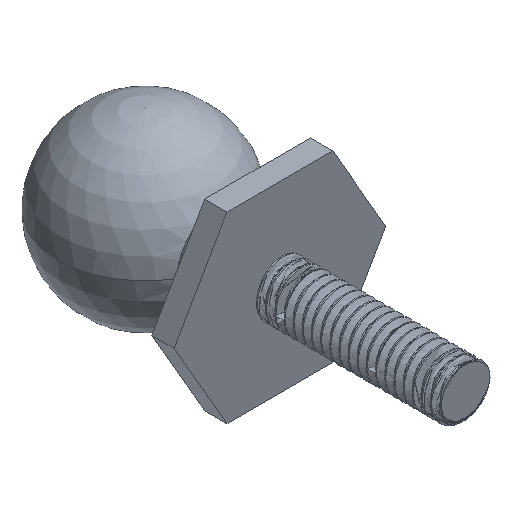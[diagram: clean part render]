
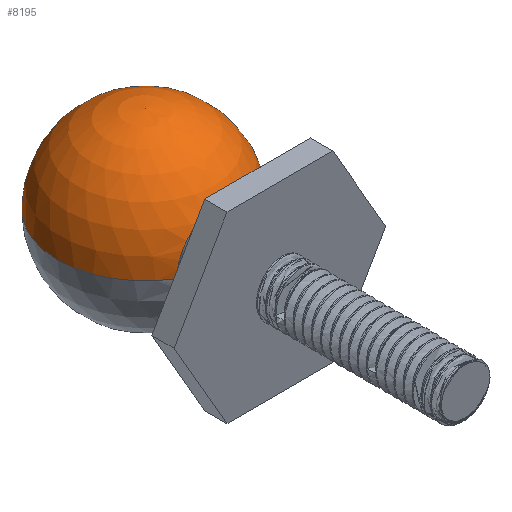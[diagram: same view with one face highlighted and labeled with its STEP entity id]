
A CAD part, isometric view. The second image highlights one B-rep face of the part: STEP entity #8195.
In plain terms, the highlighted spherical face has radius 4.775 mm.
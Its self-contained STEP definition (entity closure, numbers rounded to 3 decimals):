
#155 = CARTESIAN_POINT ( 'NONE',  ( 4.775, 7.345, 0. ) ) ;
#183 = DIRECTION ( 'NONE',  ( 0., 0., -1. ) ) ;
#184 = CARTESIAN_POINT ( 'NONE',  ( 2.405, 3.22, 0. ) ) ;
#402 = EDGE_CURVE ( 'NONE', #13670, #15495, #1290, .T. ) ;
#688 = ORIENTED_EDGE ( 'NONE', *, *, #14934, .T. ) ;
#780 = AXIS2_PLACEMENT_3D ( 'NONE', #9388, #13399, #7104 ) ;
#863 = CARTESIAN_POINT ( 'NONE',  ( -0.777, 3.22, 2.278 ) ) ;
#937 = CARTESIAN_POINT ( 'NONE',  ( 0.774, 3.22, 2.277 ) ) ;
#993 = VERTEX_POINT ( 'NONE', #155 ) ;
#1016 = CARTESIAN_POINT ( 'NONE',  ( 1.371, 3.22, 1.976 ) ) ;
#1256 = CARTESIAN_POINT ( 'NONE',  ( 1.977, 3.22, 1.37 ) ) ;
#1290 = CIRCLE ( 'NONE', #780, 4.775 ) ;
#2165 = CARTESIAN_POINT ( 'NONE',  ( -1.591, 3.22, 1.81 ) ) ;
#2324 = CARTESIAN_POINT ( 'NONE',  ( -1.273, 3.22, 2.041 ) ) ;
#2486 = CARTESIAN_POINT ( 'NONE',  ( 2.089, 3.22, 1.203 ) ) ;
#2663 = CARTESIAN_POINT ( 'NONE',  ( 1.886, 3.22, 1.493 ) ) ;
#2800 = EDGE_CURVE ( 'NONE', #13670, #993, #10932, .T. ) ;
#3325 = CARTESIAN_POINT ( 'NONE',  ( -1.471, 3.22, 1.909 ) ) ;
#3409 = CARTESIAN_POINT ( 'NONE',  ( -2.324, 3.22, 0.623 ) ) ;
#3486 = CARTESIAN_POINT ( 'NONE',  ( 1.07, 3.22, 2.16 ) ) ;
#3561 = CARTESIAN_POINT ( 'NONE',  ( -1.757, 3.22, 1.643 ) ) ;
#3646 = CARTESIAN_POINT ( 'NONE',  ( -1.837, 3.22, 1.553 ) ) ;
#3797 = ORIENTED_EDGE ( 'NONE', *, *, #12001, .T. ) ;
#3913 = DIRECTION ( 'NONE',  ( 1., 0., 0. ) ) ;
#3994 = B_SPLINE_CURVE_WITH_KNOTS ( 'NONE', 3,
 ( #12072, #8538, #9841, #9533, #3409, #9692, #14772, #13539, #13383, #7404, #15920, #3646, #8385, #3561, #5943, #2165, #3325, #14537, #2324, #7164, #11076, #7329, #16077, #863, #4867, #8462, #8620, #8304, #12387, #10840, #12228, #4715, #7088, #937, #14697, #15844, #3486, #13460, #1016, #6024, #11003, #16000, #4791, #9766, #11327, #2663, #5205, #12951, #1256, #2486, #12563, #7656, #11797, #10180, #9925, #10481 ),
 .UNSPECIFIED., .F., .F.,
 ( 4, 2, 2, 2, 2, 2, 2, 2, 2, 2, 2, 1, 2, 2, 2, 2, 2, 2, 2, 2, 2, 2, 1, 2, 2, 2, 2, 2, 4 ),
 ( 0.333, 0.375, 0.396, 0.417, 0.458, 0.479, 0.49, 0.5, 0.542, 0.552, 0.563, 0.583, 0.604, 0.625, 0.667, 0.708, 0.729, 0.74, 0.75, 0.792, 0.802, 0.813, 0.833, 0.854, 0.865, 0.875, 0.917, 0.958, 1. ),
 .UNSPECIFIED. ) ;
#4715 = CARTESIAN_POINT ( 'NONE',  ( 0.625, 3.22, 2.324 ) ) ;
#4791 = CARTESIAN_POINT ( 'NONE',  ( 1.588, 3.22, 1.808 ) ) ;
#4867 = CARTESIAN_POINT ( 'NONE',  ( -0.626, 3.22, 2.324 ) ) ;
#4954 = VERTEX_POINT ( 'NONE', #184 ) ;
#5183 = FACE_OUTER_BOUND ( 'NONE', #8444, .T. ) ;
#5205 = CARTESIAN_POINT ( 'NONE',  ( 1.91, 3.22, 1.463 ) ) ;
#5426 = SPHERICAL_SURFACE ( 'NONE', #7073, 4.775 ) ;
#5469 = AXIS2_PLACEMENT_3D ( 'NONE', #10349, #8717, #3913 ) ;
#5943 = CARTESIAN_POINT ( 'NONE',  ( -1.728, 3.22, 1.673 ) ) ;
#6024 = CARTESIAN_POINT ( 'NONE',  ( 1.403, 3.22, 1.954 ) ) ;
#6237 = ORIENTED_EDGE ( 'NONE', *, *, #402, .T. ) ;
#6519 = AXIS2_PLACEMENT_3D ( 'NONE', #14389, #7995, #14222 ) ;
#7073 = AXIS2_PLACEMENT_3D ( 'NONE', #12539, #183, #7635 ) ;
#7088 = CARTESIAN_POINT ( 'NONE',  ( 0.737, 3.22, 2.29 ) ) ;
#7104 = DIRECTION ( 'NONE',  ( 1., 0., 0. ) ) ;
#7164 = CARTESIAN_POINT ( 'NONE',  ( -1.204, 3.22, 2.082 ) ) ;
#7329 = CARTESIAN_POINT ( 'NONE',  ( -1.065, 3.22, 2.158 ) ) ;
#7404 = CARTESIAN_POINT ( 'NONE',  ( -1.96, 3.22, 1.397 ) ) ;
#7635 = DIRECTION ( 'NONE',  ( 0., -1., 0. ) ) ;
#7656 = CARTESIAN_POINT ( 'NONE',  ( 2.282, 3.22, 0.775 ) ) ;
#7995 = DIRECTION ( 'NONE',  ( 0., 0., -1. ) ) ;
#8195 = ADVANCED_FACE ( 'NONE', ( #5183 ), #5426, .T. ) ;
#8250 = CARTESIAN_POINT ( 'NONE',  ( -2.405, 3.22, 0. ) ) ;
#8304 = CARTESIAN_POINT ( 'NONE',  ( -0.158, 3.22, 2.405 ) ) ;
#8385 = CARTESIAN_POINT ( 'NONE',  ( -1.811, 3.22, 1.583 ) ) ;
#8444 = EDGE_LOOP ( 'NONE', ( #8899, #6237, #688, #3797 ) ) ;
#8462 = CARTESIAN_POINT ( 'NONE',  ( -0.547, 3.22, 2.343 ) ) ;
#8538 = CARTESIAN_POINT ( 'NONE',  ( -2.405, 3.22, 0.158 ) ) ;
#8620 = CARTESIAN_POINT ( 'NONE',  ( -0.314, 3.22, 2.39 ) ) ;
#8717 = DIRECTION ( 'NONE',  ( 0., 0., 1. ) ) ;
#8899 = ORIENTED_EDGE ( 'NONE', *, *, #2800, .F. ) ;
#9388 = CARTESIAN_POINT ( 'NONE',  ( 0., 7.345, 0. ) ) ;
#9509 = CARTESIAN_POINT ( 'NONE',  ( -4.775, 7.345, 0. ) ) ;
#9533 = CARTESIAN_POINT ( 'NONE',  ( -2.343, 3.22, 0.546 ) ) ;
#9692 = CARTESIAN_POINT ( 'NONE',  ( -2.279, 3.22, 0.773 ) ) ;
#9766 = CARTESIAN_POINT ( 'NONE',  ( 1.707, 3.22, 1.7 ) ) ;
#9841 = CARTESIAN_POINT ( 'NONE',  ( -2.39, 3.22, 0.315 ) ) ;
#9878 = CIRCLE ( 'NONE', #5469, 4.775 ) ;
#9925 = CARTESIAN_POINT ( 'NONE',  ( 2.405, 3.22, 0.159 ) ) ;
#10180 = CARTESIAN_POINT ( 'NONE',  ( 2.39, 3.22, 0.314 ) ) ;
#10349 = CARTESIAN_POINT ( 'NONE',  ( 0., 7.345, 0. ) ) ;
#10481 = CARTESIAN_POINT ( 'NONE',  ( 2.405, 3.22, 0. ) ) ;
#10840 = CARTESIAN_POINT ( 'NONE',  ( 0.317, 3.22, 2.389 ) ) ;
#10932 = CIRCLE ( 'NONE', #6519, 4.775 ) ;
#11003 = CARTESIAN_POINT ( 'NONE',  ( 1.465, 3.22, 1.907 ) ) ;
#11076 = CARTESIAN_POINT ( 'NONE',  ( -1.168, 3.22, 2.103 ) ) ;
#11327 = CARTESIAN_POINT ( 'NONE',  ( 1.812, 3.22, 1.584 ) ) ;
#11797 = CARTESIAN_POINT ( 'NONE',  ( 2.329, 3.22, 0.622 ) ) ;
#12001 = EDGE_CURVE ( 'NONE', #4954, #993, #9878, .T. ) ;
#12072 = CARTESIAN_POINT ( 'NONE',  ( -2.405, 3.22, 0. ) ) ;
#12228 = CARTESIAN_POINT ( 'NONE',  ( 0.549, 3.22, 2.343 ) ) ;
#12387 = CARTESIAN_POINT ( 'NONE',  ( 0.157, 3.22, 2.405 ) ) ;
#12539 = CARTESIAN_POINT ( 'NONE',  ( 0., 7.345, 0. ) ) ;
#12563 = CARTESIAN_POINT ( 'NONE',  ( 2.163, 3.22, 1.064 ) ) ;
#12951 = CARTESIAN_POINT ( 'NONE',  ( 1.956, 3.22, 1.4 ) ) ;
#13383 = CARTESIAN_POINT ( 'NONE',  ( -2.09, 3.22, 1.202 ) ) ;
#13399 = DIRECTION ( 'NONE',  ( 0., 0., 1. ) ) ;
#13460 = CARTESIAN_POINT ( 'NONE',  ( 1.21, 3.22, 2.085 ) ) ;
#13539 = CARTESIAN_POINT ( 'NONE',  ( -2.162, 3.22, 1.065 ) ) ;
#13670 = VERTEX_POINT ( 'NONE', #9509 ) ;
#14222 = DIRECTION ( 'NONE',  ( 0., 1., 0. ) ) ;
#14389 = CARTESIAN_POINT ( 'NONE',  ( 0., 7.345, 0. ) ) ;
#14537 = CARTESIAN_POINT ( 'NONE',  ( -1.307, 3.22, 2.02 ) ) ;
#14697 = CARTESIAN_POINT ( 'NONE',  ( 0.848, 3.22, 2.251 ) ) ;
#14772 = CARTESIAN_POINT ( 'NONE',  ( -2.252, 3.22, 0.848 ) ) ;
#14934 = EDGE_CURVE ( 'NONE', #15495, #4954, #3994, .T. ) ;
#15495 = VERTEX_POINT ( 'NONE', #8250 ) ;
#15844 = CARTESIAN_POINT ( 'NONE',  ( 0.883, 3.22, 2.237 ) ) ;
#15920 = CARTESIAN_POINT ( 'NONE',  ( -1.913, 3.22, 1.46 ) ) ;
#16000 = CARTESIAN_POINT ( 'NONE',  ( 1.495, 3.22, 1.885 ) ) ;
#16077 = CARTESIAN_POINT ( 'NONE',  ( -0.925, 3.22, 2.224 ) ) ;
